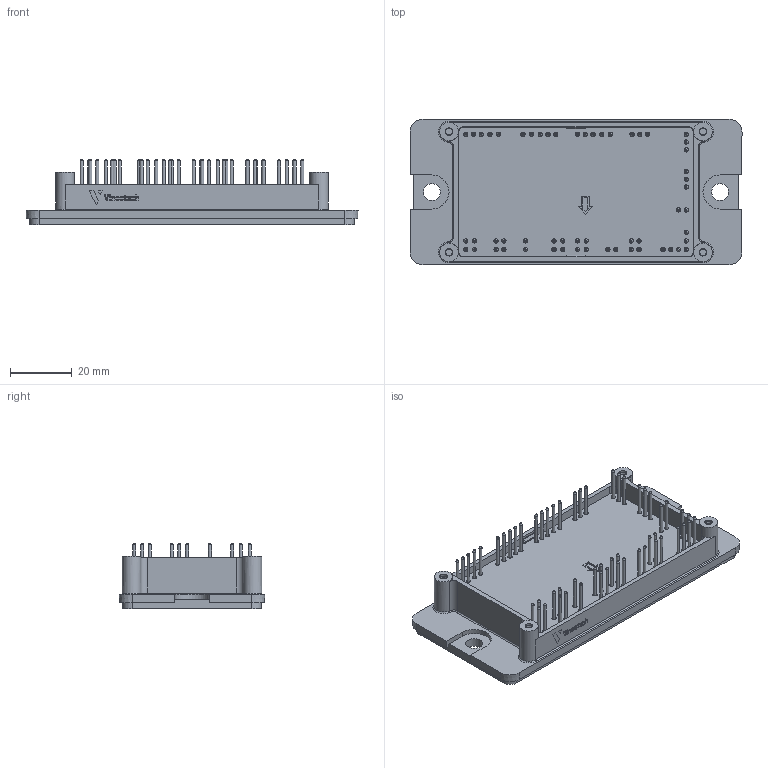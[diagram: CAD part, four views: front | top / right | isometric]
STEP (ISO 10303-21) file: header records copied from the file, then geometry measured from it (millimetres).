
FILE_DESCRIPTION(/* description */ ('Unknown'),/* implementation_level */ '2;1');
FILE_NAME(/* name */ 'Flow2-4T17W-P760(560)-01-OL',/* time_stamp */ '2017-11-29T15:10:14+01:00',/* author */ ('Unknown'),/* organization */ ('Unknown'),/* preprocessor_version */ 'ST-DEVELOPER v16.7',/* originating_system */ 'DEX',/* authorisation */ $);
FILE_SCHEMA (('AUTOMOTIVE_DESIGN {1 0 10303 214 3 1 1}'));
Products named in the file (1): Flow2-4T17W-P760-01-OL
Bounding box: 107.2 x 47 x 21.28 mm (x, y, z)
Volume: 45240.7 mm3; surface area: 22561 mm2
Topology: 1 solids, 9 shells, 1542 faces, 3596 edges, 2196 vertices
Faces by surface type: plane 645, cone 356, bspline 315, cylinder 216, torus 10
Full cylindrical faces by diameter (mm): 1 x56, 1.4 x56, 2.1 x4, 2.4 x60, 2.95 x2, 3 x4, 5.5 x2, 6 x4
Entity records: 59143 total; most frequent: CARTESIAN_POINT 17989, ORIENTED_EDGE 6328, DIRECTION 5257, EDGE_CURVE 3164, VERTEX_POINT 2074, AXIS2_PLACEMENT_3D 2054, EDGE_LOOP 2020, FACE_BOUND 2020
